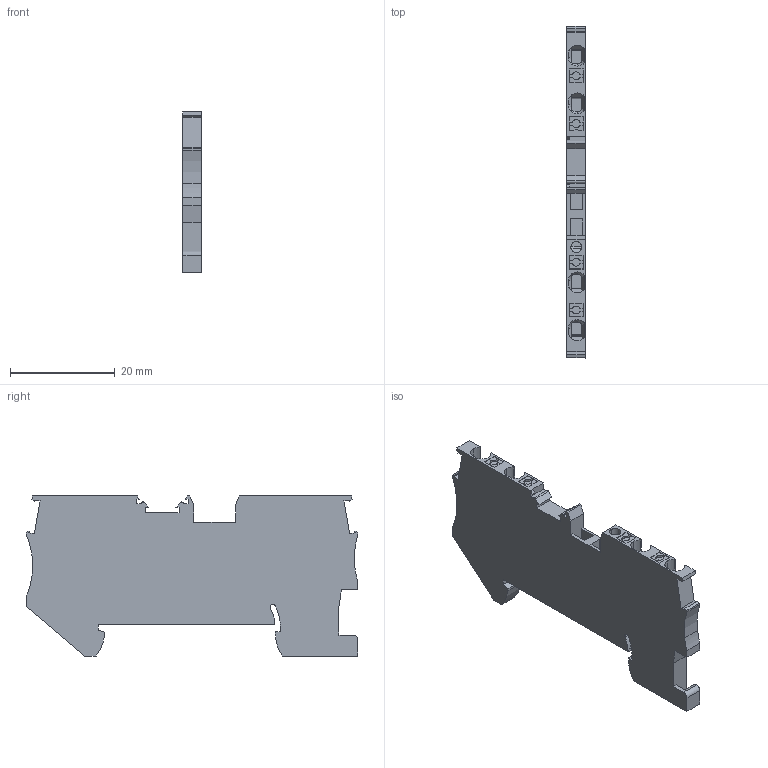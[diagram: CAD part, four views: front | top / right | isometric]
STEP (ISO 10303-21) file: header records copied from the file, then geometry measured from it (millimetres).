
FILE_DESCRIPTION(('HOOPS Exchange Step'),'2;1');
FILE_NAME('export-4EA158A4-BD77-448A-A2B7-0C759D85D299.stp','2021-04-15T14:22:28+02:00',('User'),('Alibre'),'HOOPS Exchange 2020.1','Alibre','Unknown authorisation');
FILE_SCHEMA( ('AP242_MANAGED_MODEL_BASED_3D_ENGINEERING_MIM_LF {1 0 10303 442 1 1 4 }') );
Length unit declared in the file: millimetre
Products named in the file (2): 5519 Feed-through terminal - PT 1,5S-QUATTRO - 1315237 (GREEN)
Assembly tree (1 placements, depth 2):
  5519 Feed-through terminal - PT 1,5S-QUATTRO - 1315237 (GREEN)
    5519 Feed-through terminal - PT 1,5S-QUATTRO - 1315237 (GREEN)
Bounding box: 3.5 x 63.2 x 30.5 mm (x, y, z)
Volume: 4807.9 mm3; surface area: 4534.7 mm2
Topology: 1 solids, 1 shells, 289 faces, 827 edges, 545 vertices
Faces by surface type: plane 210, cylinder 71, cone 8
Entity records: 9918 total; most frequent: CARTESIAN_POINT 2190, ORIENTED_EDGE 1654, DIRECTION 1520, EDGE_CURVE 827, VECTOR 640, LINE 640, VERTEX_POINT 545, AXIS2_PLACEMENT_3D 440
